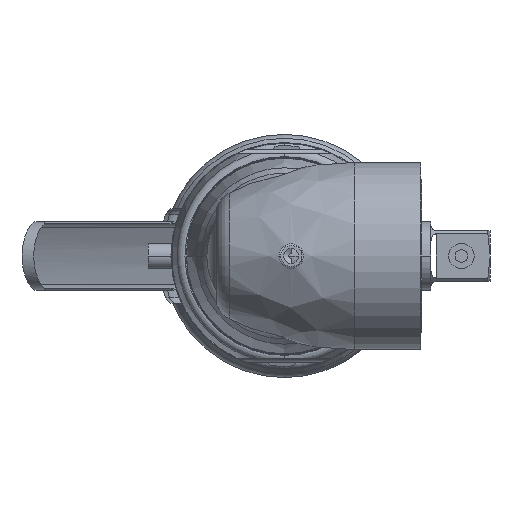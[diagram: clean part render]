
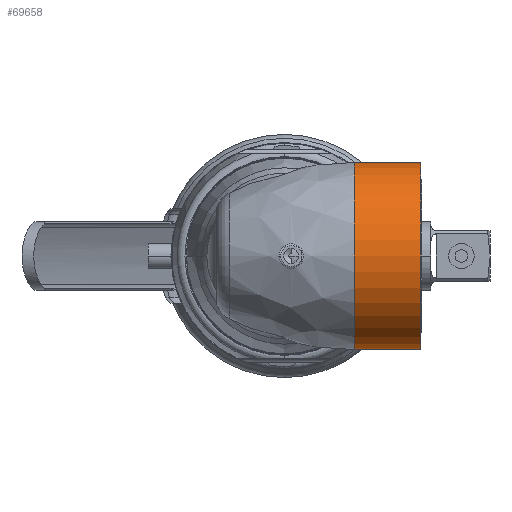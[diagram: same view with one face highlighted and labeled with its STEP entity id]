
A CAD part, left-side view. The second image highlights one B-rep face of the part: STEP entity #69658.
In plain terms, the highlighted cylindrical face has radius 17.462 mm (diameter 34.925 mm), a partial arc.
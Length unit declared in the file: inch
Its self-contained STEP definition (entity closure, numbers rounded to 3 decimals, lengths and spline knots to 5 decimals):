
#66620=CARTESIAN_POINT('',(-9.96025,-1.0025,0.));
#66621=DIRECTION('',(0.,1.,0.));
#66622=DIRECTION('',(0.,0.,-1.));
#66623=AXIS2_PLACEMENT_3D('',#66620,#66621,#66622);
#66625=CARTESIAN_POINT('',(-9.96025,-0.515,0.));
#66626=DIRECTION('',(0.,1.,0.));
#66627=DIRECTION('',(0.,0.,-1.));
#66628=AXIS2_PLACEMENT_3D('',#66625,#66626,#66627);
#66635=DIRECTION('',(0.,-1.,0.));
#66636=VECTOR('',#66635,0.4875);
#66637=CARTESIAN_POINT('',(-9.96025,-0.515,0.6875));
#66638=LINE('',#66637,#66636);
#66671=DIRECTION('',(0.,-1.,0.));
#66672=VECTOR('',#66671,0.4875);
#66673=CARTESIAN_POINT('',(-9.96025,-0.515,-0.6875));
#66674=LINE('',#66673,#66672);
#68837=CARTESIAN_POINT('',(-9.96025,-0.515,-0.6875));
#68838=CARTESIAN_POINT('',(-9.96025,-0.515,0.6875));
#68839=VERTEX_POINT('',#68837);
#68840=VERTEX_POINT('',#68838);
#69170=CARTESIAN_POINT('',(-9.96025,-1.0025,-0.6875));
#69171=CARTESIAN_POINT('',(-9.96025,-1.0025,0.6875));
#69172=VERTEX_POINT('',#69170);
#69173=VERTEX_POINT('',#69171);
#69644=CARTESIAN_POINT('',(-9.96025,-1.12,0.));
#69645=DIRECTION('',(0.,1.,0.));
#69646=DIRECTION('',(0.,0.,1.));
#69647=AXIS2_PLACEMENT_3D('',#69644,#69645,#69646);
#69648=CYLINDRICAL_SURFACE('',#69647,0.6875);
#69650=ORIENTED_EDGE('',*,*,#69649,.F.);
#69652=ORIENTED_EDGE('',*,*,#69651,.F.);
#69653=ORIENTED_EDGE('',*,*,#69631,.T.);
#69655=ORIENTED_EDGE('',*,*,#69654,.T.);
#69656=EDGE_LOOP('',(#69650,#69652,#69653,#69655));
#69657=FACE_OUTER_BOUND('',#69656,.F.);
#69658=ADVANCED_FACE('',(#69657),#69648,.T.);
#66624=CIRCLE('',#66623,0.6875);
#66629=CIRCLE('',#66628,0.6875);
#69631=EDGE_CURVE('',#68839,#68840,#66629,.T.);
#69649=EDGE_CURVE('',#69172,#69173,#66624,.T.);
#69651=EDGE_CURVE('',#68839,#69172,#66674,.T.);
#69654=EDGE_CURVE('',#68840,#69173,#66638,.T.);
